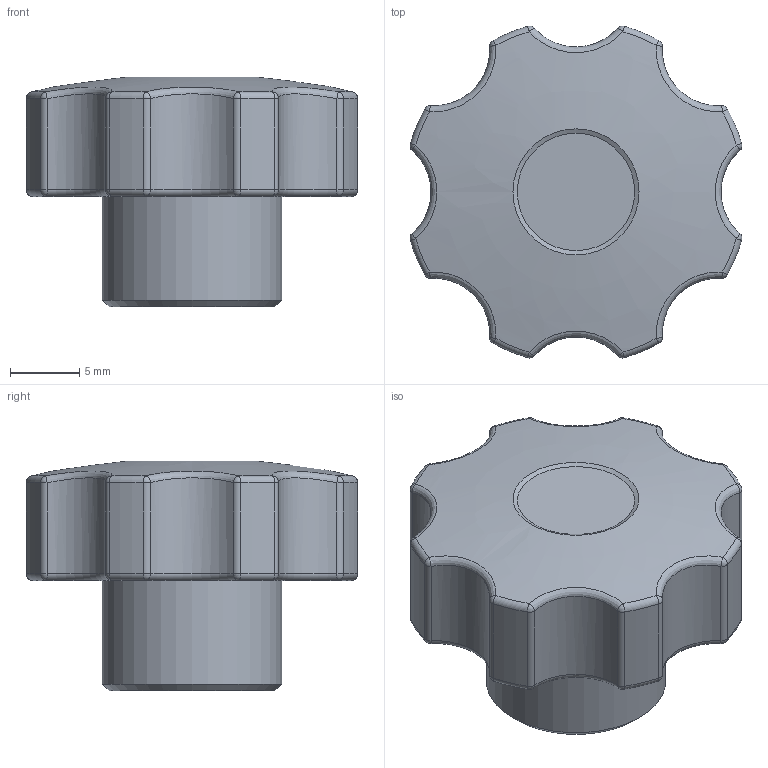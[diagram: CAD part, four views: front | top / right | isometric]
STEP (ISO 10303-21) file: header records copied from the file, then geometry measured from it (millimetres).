
FILE_DESCRIPTION( ( 'Unknown' ), '1' );
FILE_NAME( '6303010_VBA25_M5.stp', 'Unknown', ( 'Unknown' ), ( 'Unknown' ), 'PSStep 11.0', 'Unknown', ' ' );
FILE_SCHEMA( ( 'AUTOMOTIVE_DESIGN { 1 0 10303 214 1 1 1 1 }' ) );
Length unit declared in the file: millimetre
Products named in the file (1): 6303010
Bounding box: 24.03 x 24.03 x 16.66 mm (x, y, z)
Volume: 3950.5 mm3; surface area: 2328.1 mm2
Topology: 1 solids, 1 shells, 110 faces, 236 edges, 113 vertices
Faces by surface type: cylinder 35, sphere 32, torus 25, bspline 9, cone 6, plane 3
Full cylindrical faces by diameter (mm): 4.134 x2, 13 x1
Entity records: 5747 total; most frequent: CARTESIAN_POINT 2627, DIRECTION 548, ORIENTED_EDGE 408, AXIS2_PLACEMENT_3D 258, EDGE_CURVE 204, CIRCLE 156, EDGE_LOOP 122, FACE_OUTER_BOUND 115
